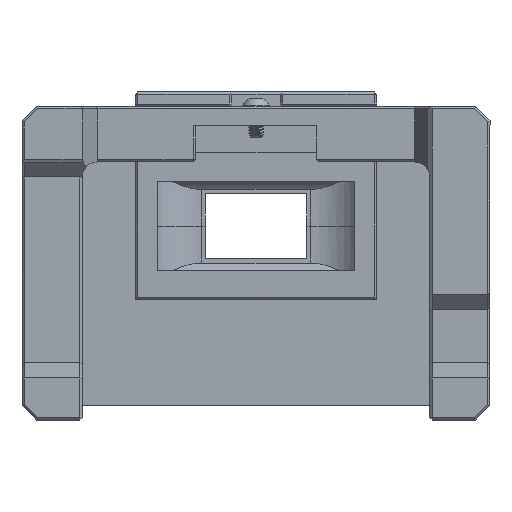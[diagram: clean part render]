
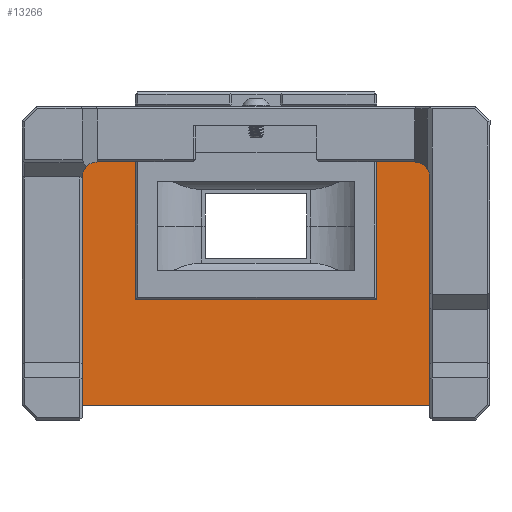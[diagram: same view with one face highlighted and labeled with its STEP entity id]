
A CAD part, front view. The second image highlights one B-rep face of the part: STEP entity #13266.
In plain terms, the highlighted face is planar.
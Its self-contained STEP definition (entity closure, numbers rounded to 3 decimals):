
#4801=ORIENTED_EDGE('',*,*,#6789,.T.);
#4802=ORIENTED_EDGE('',*,*,#6809,.T.);
#4803=ORIENTED_EDGE('',*,*,#6807,.T.);
#4804=ORIENTED_EDGE('',*,*,#6804,.T.);
#4805=ORIENTED_EDGE('',*,*,#6801,.T.);
#4806=ORIENTED_EDGE('',*,*,#6798,.F.);
#4807=ORIENTED_EDGE('',*,*,#6795,.F.);
#4808=ORIENTED_EDGE('',*,*,#6792,.F.);
#6789=EDGE_CURVE('',#8146,#8149,#9241,.T.);
#6792=EDGE_CURVE('',#8146,#8150,#9244,.T.);
#6795=EDGE_CURVE('',#8150,#8152,#9247,.T.);
#6798=EDGE_CURVE('',#8152,#8154,#9250,.T.);
#6801=EDGE_CURVE('',#8156,#8154,#9253,.T.);
#6804=EDGE_CURVE('',#8158,#8156,#9256,.T.);
#6807=EDGE_CURVE('',#8160,#8158,#9259,.T.);
#6809=EDGE_CURVE('',#8149,#8160,#9261,.T.);
#8146=VERTEX_POINT('',#34565);
#8149=VERTEX_POINT('',#34570);
#8150=VERTEX_POINT('',#34574);
#8152=VERTEX_POINT('',#34580);
#8154=VERTEX_POINT('',#34586);
#8156=VERTEX_POINT('',#34592);
#8158=VERTEX_POINT('',#34598);
#8160=VERTEX_POINT('',#34604);
#9241=LINE('',#34571,#10341);
#9244=LINE('',#34577,#10344);
#9247=LINE('',#34583,#10347);
#9250=LINE('',#34589,#10350);
#9253=LINE('',#34595,#10353);
#9256=LINE('',#34601,#10356);
#9259=LINE('',#34607,#10359);
#9261=LINE('',#34610,#10361);
#10341=VECTOR('',#17688,1000.);
#10344=VECTOR('',#17693,1000.);
#10347=VECTOR('',#17698,1000.);
#10350=VECTOR('',#17703,1000.);
#10353=VECTOR('',#17708,1000.);
#10356=VECTOR('',#17713,1000.);
#10359=VECTOR('',#17718,1000.);
#10361=VECTOR('',#17722,1000.);
#11229=EDGE_LOOP('',(#4801,#4802,#4803,#4804,#4805,#4806,#4807,#4808));
#12090=FACE_BOUND('',#11229,.T.);
#12565=PLANE('',#14532);
#13266=ADVANCED_FACE('',(#12090),#12565,.F.);
#14532=AXIS2_PLACEMENT_3D('',#34611,#17723,#17724);
#17688=DIRECTION('',(-1.,0.,0.));
#17693=DIRECTION('',(0.,1.,0.));
#17698=DIRECTION('',(-1.,0.,0.));
#17703=DIRECTION('',(0.,-1.,0.));
#17708=DIRECTION('',(-1.,0.,0.));
#17713=DIRECTION('',(0.,-1.,0.));
#17718=DIRECTION('',(1.,0.,0.));
#17722=DIRECTION('',(0.,-1.,0.));
#17723=DIRECTION('',(0.,0.,1.));
#17724=DIRECTION('',(0.,1.,0.));
#34565=CARTESIAN_POINT('',(105.,134.,0.));
#34570=CARTESIAN_POINT('',(44.,134.,0.));
#34571=CARTESIAN_POINT('',(74.5,134.,0.));
#34574=CARTESIAN_POINT('',(105.,168.,0.));
#34577=CARTESIAN_POINT('',(105.,84.,0.));
#34580=CARTESIAN_POINT('',(0.,168.,0.));
#34583=CARTESIAN_POINT('',(52.5,168.,0.));
#34586=CARTESIAN_POINT('',(0.,0.,0.));
#34589=CARTESIAN_POINT('',(0.,84.,0.));
#34592=CARTESIAN_POINT('',(105.,0.,0.));
#34595=CARTESIAN_POINT('',(52.,0.,0.));
#34598=CARTESIAN_POINT('',(105.,34.,0.));
#34601=CARTESIAN_POINT('',(105.,17.5,0.));
#34604=CARTESIAN_POINT('',(44.,34.,0.));
#34607=CARTESIAN_POINT('',(106.75,34.,0.));
#34610=CARTESIAN_POINT('',(44.,30.381,0.));
#34611=CARTESIAN_POINT('',(14.5,44.,0.));
